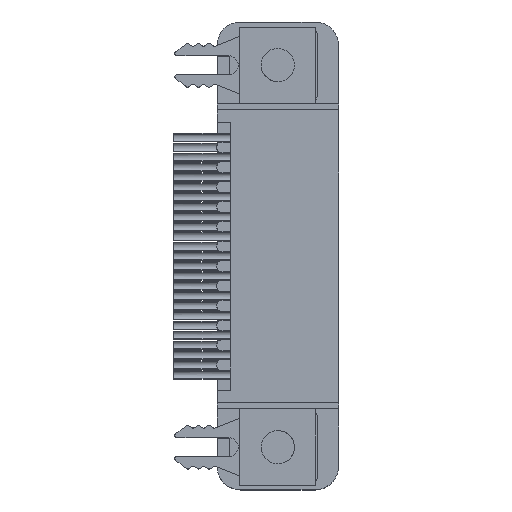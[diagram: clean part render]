
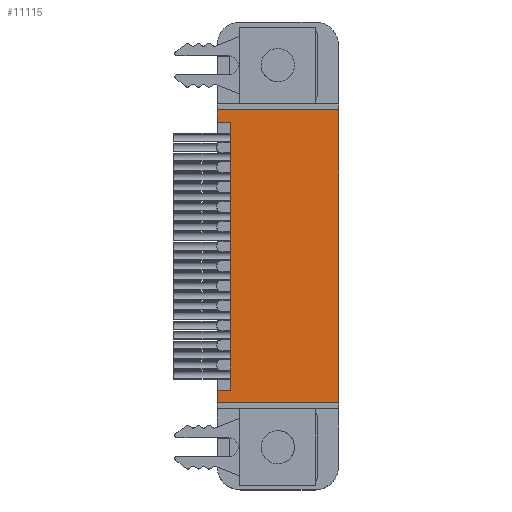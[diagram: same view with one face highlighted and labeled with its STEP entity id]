
A CAD part, top view. The second image highlights one B-rep face of the part: STEP entity #11115.
In plain terms, the highlighted planar face has unit normal (0, 0, 1).
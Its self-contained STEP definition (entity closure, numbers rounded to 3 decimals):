
#516=DIRECTION('',(0.,1.,0.));
#517=VECTOR('',#516,0.813);
#518=CARTESIAN_POINT('',(-8.732,-15.858,9.957));
#519=LINE('',#518,#517);
#915=DIRECTION('',(0.,-1.,0.));
#916=VECTOR('',#915,18.801);
#917=CARTESIAN_POINT('',(-0.935,2.943,9.957));
#918=LINE('',#917,#916);
#927=DIRECTION('',(0.,1.,0.));
#928=VECTOR('',#927,17.175);
#929=CARTESIAN_POINT('',(-7.869,-15.045,9.957));
#930=LINE('',#929,#928);
#1736=DIRECTION('',(1.,0.,0.));
#1737=VECTOR('',#1736,0.864);
#1738=CARTESIAN_POINT('',(-8.732,-15.045,9.957));
#1739=LINE('',#1738,#1737);
#4959=DIRECTION('',(-1.,0.,0.));
#4960=VECTOR('',#4959,0.864);
#4961=CARTESIAN_POINT('',(-7.869,2.13,9.957));
#4962=LINE('',#4961,#4960);
#4991=DIRECTION('',(0.,1.,0.));
#4992=VECTOR('',#4991,0.813);
#4993=CARTESIAN_POINT('',(-8.732,2.13,9.957));
#4994=LINE('',#4993,#4992);
#5837=DIRECTION('',(1.,0.,0.));
#5838=VECTOR('',#5837,7.798);
#5839=CARTESIAN_POINT('',(-8.732,2.943,9.957));
#5840=LINE('',#5839,#5838);
#7596=DIRECTION('',(-1.,0.,0.));
#7597=VECTOR('',#7596,7.798);
#7598=CARTESIAN_POINT('',(-0.935,-15.858,9.957));
#7599=LINE('',#7598,#7597);
#7848=CARTESIAN_POINT('',(-8.732,-15.045,9.957));
#7849=VERTEX_POINT('',#7848);
#7850=CARTESIAN_POINT('',(-8.732,-15.858,9.957));
#7851=VERTEX_POINT('',#7850);
#7950=CARTESIAN_POINT('',(-0.935,2.943,9.957));
#7952=VERTEX_POINT('',#7950);
#7964=CARTESIAN_POINT('',(-0.935,-15.858,9.957));
#7965=VERTEX_POINT('',#7964);
#7966=CARTESIAN_POINT('',(-7.869,2.13,9.957));
#7967=CARTESIAN_POINT('',(-8.732,2.13,9.957));
#7968=VERTEX_POINT('',#7966);
#7969=VERTEX_POINT('',#7967);
#7970=CARTESIAN_POINT('',(-8.732,2.943,9.957));
#7971=VERTEX_POINT('',#7970);
#7972=CARTESIAN_POINT('',(-7.869,-15.045,9.957));
#7973=VERTEX_POINT('',#7972);
#11094=CARTESIAN_POINT('',(-8.732,-15.858,9.957));
#11095=DIRECTION('',(0.,0.,1.));
#11096=DIRECTION('',(0.,-1.,0.));
#11097=AXIS2_PLACEMENT_3D('',#11094,#11095,#11096);
#11098=PLANE('',#11097);
#11100=ORIENTED_EDGE('',*,*,#11099,.T.);
#11102=ORIENTED_EDGE('',*,*,#11101,.T.);
#11104=ORIENTED_EDGE('',*,*,#11103,.T.);
#11106=ORIENTED_EDGE('',*,*,#11105,.T.);
#11107=ORIENTED_EDGE('',*,*,#11069,.T.);
#11109=ORIENTED_EDGE('',*,*,#11108,.T.);
#11110=ORIENTED_EDGE('',*,*,#10402,.T.);
#11112=ORIENTED_EDGE('',*,*,#11111,.T.);
#11113=EDGE_LOOP('',(#11100,#11102,#11104,#11106,#11107,#11109,#11110,#11112));
#11114=FACE_OUTER_BOUND('',#11113,.F.);
#11115=ADVANCED_FACE('',(#11114),#11098,.T.);
#10402=EDGE_CURVE('',#7851,#7849,#519,.T.);
#11069=EDGE_CURVE('',#7952,#7965,#918,.T.);
#11099=EDGE_CURVE('',#7973,#7968,#930,.T.);
#11101=EDGE_CURVE('',#7968,#7969,#4962,.T.);
#11103=EDGE_CURVE('',#7969,#7971,#4994,.T.);
#11105=EDGE_CURVE('',#7971,#7952,#5840,.T.);
#11108=EDGE_CURVE('',#7965,#7851,#7599,.T.);
#11111=EDGE_CURVE('',#7849,#7973,#1739,.T.);
